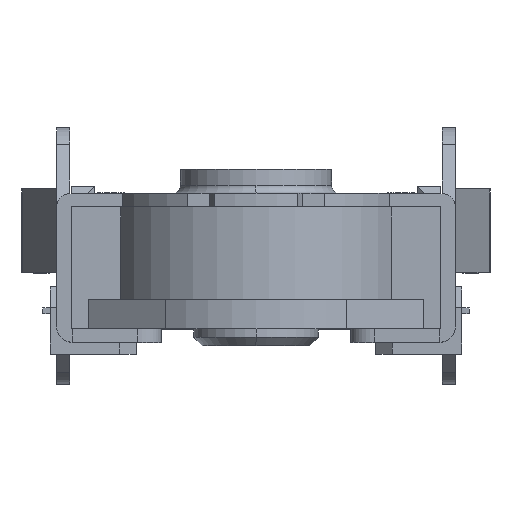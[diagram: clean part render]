
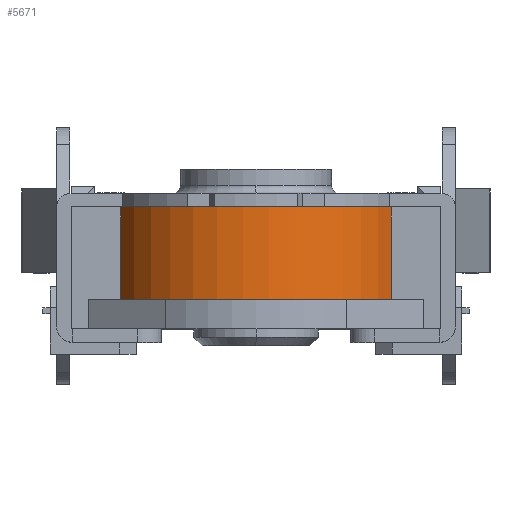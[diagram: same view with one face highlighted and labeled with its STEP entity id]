
A CAD part, top view. The second image highlights one B-rep face of the part: STEP entity #5671.
In plain terms, the highlighted cylindrical face has radius 3.55 mm (diameter 7.1 mm), a partial arc.
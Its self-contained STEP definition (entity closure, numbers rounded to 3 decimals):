
#2730 = ORIENTED_EDGE ( 'NONE', *, *, #7724, .T. ) ;
#2731 = ORIENTED_EDGE ( 'NONE', *, *, #7583, .T. ) ;
#2732 = ORIENTED_EDGE ( 'NONE', *, *, #7637, .T. ) ;
#2733 = ORIENTED_EDGE ( 'NONE', *, *, #7584, .T. ) ;
#4684 = AXIS2_PLACEMENT_3D ( 'NONE', #16497, #16510, #16522 ) ;
#5671 = ADVANCED_FACE ( 'NONE', ( #16262 ), #16198, .T. ) ;
#6931 = CARTESIAN_POINT ( 'NONE',  ( 3.218, 1.5, 2.9 ) ) ;
#6995 = CARTESIAN_POINT ( 'NONE',  ( -3.218, 1.5, 2.9 ) ) ;
#7008 = CARTESIAN_POINT ( 'NONE',  ( 3.218, 1.5, 0.7 ) ) ;
#7081 = CARTESIAN_POINT ( 'NONE',  ( -3.218, 1.5, 0.7 ) ) ;
#7583 = EDGE_CURVE ( 'NONE', #17122, #17199, #13225, .T. ) ;
#7584 = EDGE_CURVE ( 'NONE', #17272, #17186, #13227, .T. ) ;
#7637 = EDGE_CURVE ( 'NONE', #17199, #17272, #13340, .T. ) ;
#7724 = EDGE_CURVE ( 'NONE', #17186, #17122, #13496, .T. ) ;
#10066 = CARTESIAN_POINT ( 'NONE',  ( 0., 0., 2.9 ) ) ;
#10067 = DIRECTION ( 'NONE',  ( 0., 0., -1. ) ) ;
#10068 = DIRECTION ( 'NONE',  ( -1., 0., 0. ) ) ;
#12119 = CARTESIAN_POINT ( 'NONE',  ( 3.218, 1.5, 12.941 ) ) ;
#12123 = CARTESIAN_POINT ( 'NONE',  ( -3.218, 1.5, 12.941 ) ) ;
#12124 = DIRECTION ( 'NONE',  ( 0., 0., -1. ) ) ;
#12126 = DIRECTION ( 'NONE',  ( 0., 0., 1. ) ) ;
#12236 = CARTESIAN_POINT ( 'NONE',  ( 0., 0., 0.7 ) ) ;
#12238 = DIRECTION ( 'NONE',  ( 0., 0., 1. ) ) ;
#12239 = DIRECTION ( 'NONE',  ( 0., 1., 0. ) ) ;
#13225 = LINE ( 'NONE', #12119, #13236 ) ;
#13227 = LINE ( 'NONE', #12123, #13238 ) ;
#13236 = VECTOR ( 'NONE', #12124, 1000. ) ;
#13238 = VECTOR ( 'NONE', #12126, 1000. ) ;
#13340 = CIRCLE ( 'NONE', #14474, 3.55 ) ;
#13496 = CIRCLE ( 'NONE', #14496, 3.55 ) ;
#14474 = AXIS2_PLACEMENT_3D ( 'NONE', #12236, #12238, #12239 ) ;
#14496 = AXIS2_PLACEMENT_3D ( 'NONE', #10066, #10067, #10068 ) ;
#15615 = EDGE_LOOP ( 'NONE', ( #2730, #2731, #2732, #2733 ) ) ;
#16198 = CYLINDRICAL_SURFACE ( 'NONE', #4684, 3.55 ) ;
#16262 = FACE_OUTER_BOUND ( 'NONE', #15615, .T. ) ;
#16497 = CARTESIAN_POINT ( 'NONE',  ( 0., 0., 12.941 ) ) ;
#16510 = DIRECTION ( 'NONE',  ( 0., 0., -1. ) ) ;
#16522 = DIRECTION ( 'NONE',  ( -1., 0., 0. ) ) ;
#17122 = VERTEX_POINT ( 'NONE', #6931 ) ;
#17186 = VERTEX_POINT ( 'NONE', #6995 ) ;
#17199 = VERTEX_POINT ( 'NONE', #7008 ) ;
#17272 = VERTEX_POINT ( 'NONE', #7081 ) ;
